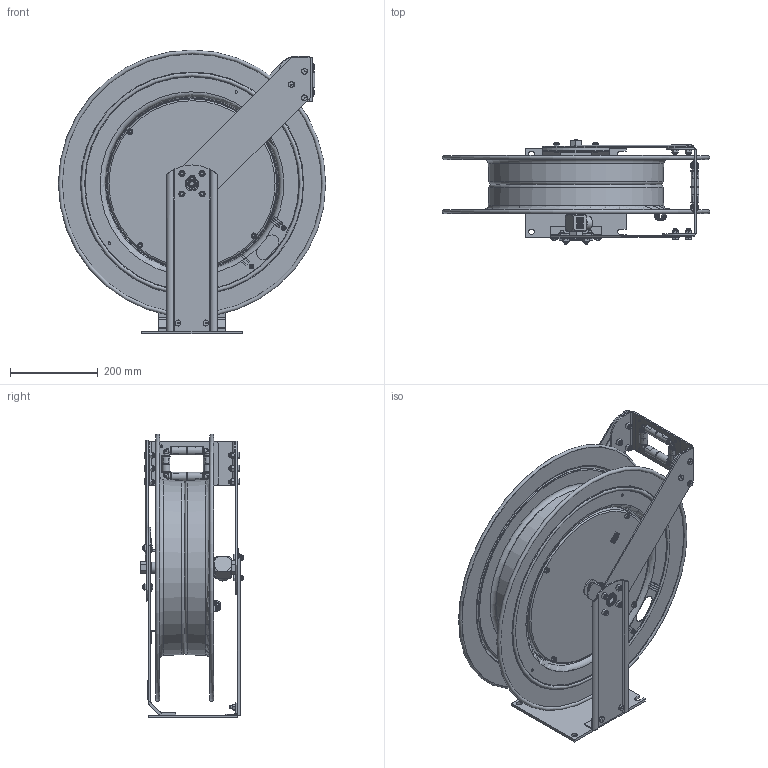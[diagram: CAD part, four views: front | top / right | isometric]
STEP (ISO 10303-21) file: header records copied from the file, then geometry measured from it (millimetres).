
FILE_DESCRIPTION(/* description */ (''),/* implementation_level */ '2;1');
FILE_NAME(/* name */ 'TSHL-N-4100_SHARED.stp',/* time_stamp */ '2020-02-03T08:44:54-07:00',/* author */ ('NMelton'),/* organization */ (''),/* preprocessor_version */ 'ST-DEVELOPER v17',/* originating_system */ 'Autodesk Inventor 2019',/* authorisation */ '');
FILE_SCHEMA (('AUTOMOTIVE_DESIGN { 1 0 10303 214 3 1 1 }'));
Products named in the file (1): TSHL-N-4100_SHARED
Bounding box: 609.6 x 237.12 x 647.44 mm (x, y, z)
Surface area: 2109512 mm2 (no closed solid volume)
Topology: 0 solids, 225 shells, 2668 faces, 12341 edges, 9481 vertices
Faces by surface type: plane 1335, cylinder 650, bspline 321, cone 230, torus 98, sphere 34
Full cylindrical faces by diameter (mm): 1.981 x2, 2.159 x1, 2.54 x1, 3.048 x1, 4.699 x4, 4.826 x2, 5.588 x5, 6.35 x8, 7.938 x12, 8.636 x4, 9.525 x1, 10.414 x1, 11.43 x12, 12.192 x16, 12.7 x3, 15.875 x1, 19.05 x7, 19.253 x1, 23.876 x1, 25.324 x1, 25.362 x1, 25.4 x1, 26.314 x1, 27.94 x2, 28.448 x1, 30.15 x1, 39.624 x1, 385.064 x1, 387.35 x1, 390.388 x1
Entity records: 132984 total; most frequent: CARTESIAN_POINT 38402, ORIENTED_EDGE 17222, DIRECTION 16996, EDGE_CURVE 12292, VERTEX_POINT 9481, LINE 6656, VECTOR 6656, AXIS2_PLACEMENT_3D 5170
